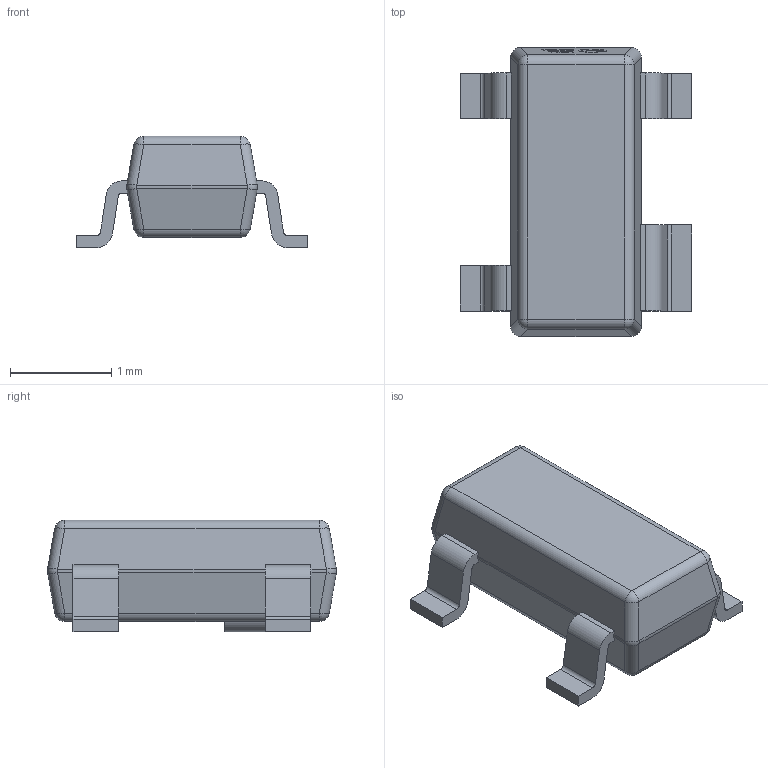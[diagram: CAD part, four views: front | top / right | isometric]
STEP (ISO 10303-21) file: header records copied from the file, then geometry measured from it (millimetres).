
FILE_DESCRIPTION (( 'STEP AP214' ), '1' );
FILE_NAME ('SOT-143-4P_L3.0-W1.3-H1.0-LS2.3-P1.70.step', '2024-10-16T01:32:59', ( '' ), ( '' ), 'SwSTEP 2.0', 'SolidWorks 2021', '' );
FILE_SCHEMA (( 'AUTOMOTIVE_DESIGN' ));
Length unit declared in the file: millimetre
Products named in the file (1): SOT-143-4P_L3.0-W1.3-H1.0-LS2.3-P1.70
Bounding box: 2.29 x 2.85 x 1.1 mm (x, y, z)
Volume: 3.6 mm3; surface area: 18.3 mm2
Topology: 1 solids, 1 shells, 322 faces, 869 edges, 565 vertices
Faces by surface type: plane 172, bspline 98, cylinder 40, sphere 12
Entity records: 14055 total; most frequent: CARTESIAN_POINT 3054, ORIENTED_EDGE 1726, DIRECTION 1193, EDGE_CURVE 863, VECTOR 583, LINE 583, VERTEX_POINT 562, EDGE_LOOP 341
